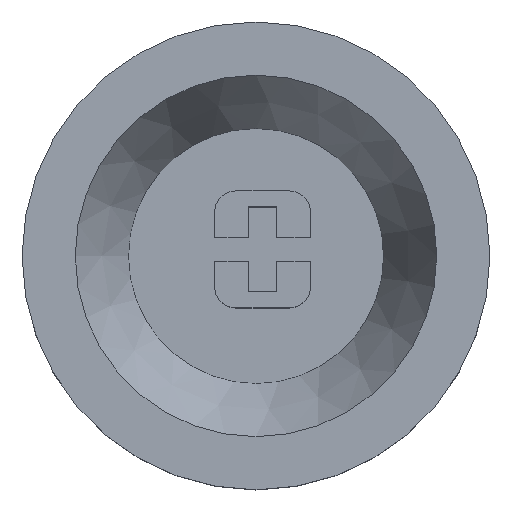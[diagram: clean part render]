
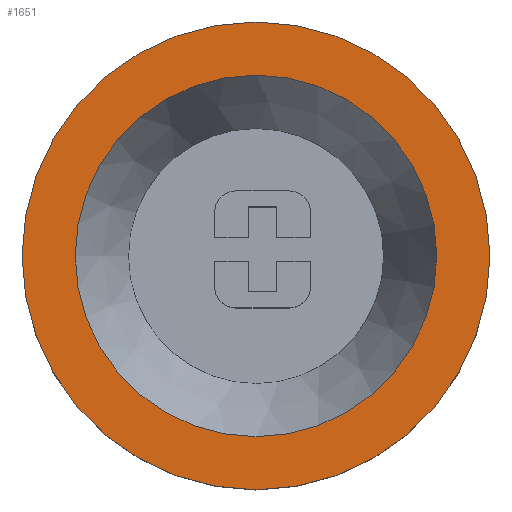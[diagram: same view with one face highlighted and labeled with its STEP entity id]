
A CAD part, top view. The second image highlights one B-rep face of the part: STEP entity #1651.
In plain terms, the highlighted planar face has unit normal (0, 0, 1).
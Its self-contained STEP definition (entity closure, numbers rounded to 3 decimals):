
#43 = CONICAL_SURFACE('',#44,6.,0.464);
#44 = AXIS2_PLACEMENT_3D('',#45,#46,#47);
#45 = CARTESIAN_POINT('',(0.,0.,-9.5));
#46 = DIRECTION('',(0.,0.,1.));
#47 = DIRECTION('',(-1.,0.,0.));
#623 = VERTEX_POINT('',#624);
#624 = CARTESIAN_POINT('',(-8.5,0.,-4.5));
#643 = EDGE_CURVE('',#623,#623,#644,.T.);
#644 = SURFACE_CURVE('',#645,(#650,#656),.PCURVE_S1.);
#645 = CIRCLE('',#646,8.5);
#646 = AXIS2_PLACEMENT_3D('',#647,#648,#649);
#647 = CARTESIAN_POINT('',(0.,0.,-4.5));
#648 = DIRECTION('',(0.,0.,1.));
#649 = DIRECTION('',(-1.,0.,0.));
#650 = PCURVE('',#43,#651);
#651 = DEFINITIONAL_REPRESENTATION('',(#652),#655);
#652 = B_SPLINE_CURVE_WITH_KNOTS('',1,(#653,#654),.UNSPECIFIED.,.F.,.F.,
  (2,2),(0.,6.283),.PIECEWISE_BEZIER_KNOTS.);
#653 = CARTESIAN_POINT('',(0.,5.));
#654 = CARTESIAN_POINT('',(6.283,5.));
#655 = ( GEOMETRIC_REPRESENTATION_CONTEXT(2) 
PARAMETRIC_REPRESENTATION_CONTEXT() REPRESENTATION_CONTEXT('2D SPACE',''
  ) );
#656 = PCURVE('',#657,#662);
#657 = PLANE('',#658);
#658 = AXIS2_PLACEMENT_3D('',#659,#660,#661);
#659 = CARTESIAN_POINT('',(0.,0.,-4.5));
#660 = DIRECTION('',(0.,0.,1.));
#661 = DIRECTION('',(-1.,-0.,0.));
#662 = DEFINITIONAL_REPRESENTATION('',(#663),#667);
#663 = CIRCLE('',#664,8.5);
#664 = AXIS2_PLACEMENT_2D('',#665,#666);
#665 = CARTESIAN_POINT('',(0.,0.));
#666 = DIRECTION('',(1.,-0.));
#667 = ( GEOMETRIC_REPRESENTATION_CONTEXT(2) 
PARAMETRIC_REPRESENTATION_CONTEXT() REPRESENTATION_CONTEXT('2D SPACE',''
  ) );
#1651 = ADVANCED_FACE('',(#1652,#1655),#657,.T.);
#1652 = FACE_BOUND('',#1653,.F.);
#1653 = EDGE_LOOP('',(#1654));
#1654 = ORIENTED_EDGE('',*,*,#643,.T.);
#1655 = FACE_BOUND('',#1656,.F.);
#1656 = EDGE_LOOP('',(#1657));
#1657 = ORIENTED_EDGE('',*,*,#1658,.F.);
#1658 = EDGE_CURVE('',#1659,#1659,#1661,.T.);
#1659 = VERTEX_POINT('',#1660);
#1660 = CARTESIAN_POINT('',(-11.,0.,-4.5));
#1661 = SURFACE_CURVE('',#1662,(#1667,#1674),.PCURVE_S1.);
#1662 = CIRCLE('',#1663,11.);
#1663 = AXIS2_PLACEMENT_3D('',#1664,#1665,#1666);
#1664 = CARTESIAN_POINT('',(0.,0.,-4.5));
#1665 = DIRECTION('',(0.,0.,1.));
#1666 = DIRECTION('',(-1.,0.,0.));
#1667 = PCURVE('',#657,#1668);
#1668 = DEFINITIONAL_REPRESENTATION('',(#1669),#1673);
#1669 = CIRCLE('',#1670,11.);
#1670 = AXIS2_PLACEMENT_2D('',#1671,#1672);
#1671 = CARTESIAN_POINT('',(0.,0.));
#1672 = DIRECTION('',(1.,-0.));
#1673 = ( GEOMETRIC_REPRESENTATION_CONTEXT(2) 
PARAMETRIC_REPRESENTATION_CONTEXT() REPRESENTATION_CONTEXT('2D SPACE',''
  ) );
#1674 = PCURVE('',#1675,#1680);
#1675 = CYLINDRICAL_SURFACE('',#1676,11.);
#1676 = AXIS2_PLACEMENT_3D('',#1677,#1678,#1679);
#1677 = CARTESIAN_POINT('',(0.,0.,-4.5));
#1678 = DIRECTION('',(0.,0.,-1.));
#1679 = DIRECTION('',(-1.,0.,0.));
#1680 = DEFINITIONAL_REPRESENTATION('',(#1681),#1684);
#1681 = B_SPLINE_CURVE_WITH_KNOTS('',1,(#1682,#1683),.UNSPECIFIED.,.F.,
  .F.,(2,2),(0.,6.283),.PIECEWISE_BEZIER_KNOTS.);
#1682 = CARTESIAN_POINT('',(0.,0.));
#1683 = CARTESIAN_POINT('',(-6.283,0.));
#1684 = ( GEOMETRIC_REPRESENTATION_CONTEXT(2) 
PARAMETRIC_REPRESENTATION_CONTEXT() REPRESENTATION_CONTEXT('2D SPACE',''
  ) );
